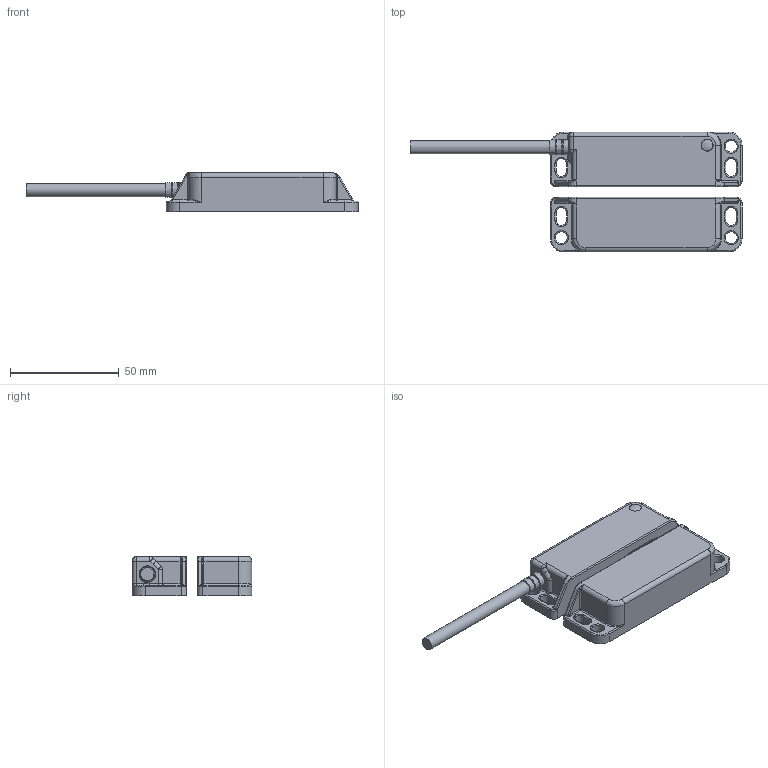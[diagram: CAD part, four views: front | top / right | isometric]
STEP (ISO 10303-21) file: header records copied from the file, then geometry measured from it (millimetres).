
FILE_DESCRIPTION (( 'STEP AP214' ), '1' );
FILE_NAME ('406-LMF.STEP', '2020-03-27T18:17:26', ( '' ), ( '' ), 'SwSTEP 2.0', 'SolidWorks 2019', '' );
FILE_SCHEMA (( 'AUTOMOTIVE_DESIGN' ));
Length unit declared in the file: inch
Products named in the file (1): 406-LMF
Bounding box: 152.5 x 55 x 18.29 mm (x, y, z)
Volume: 31771.2 mm3; surface area: 32763 mm2
Topology: 13 solids, 13 shells, 1351 faces, 3342 edges, 2088 vertices
Faces by surface type: plane 580, bspline 416, cylinder 335, cone 20
Full cylindrical faces by diameter (mm): 2.95 x1, 3.2 x2, 3.5 x4, 4.5 x2, 5.3 x1, 5.5 x5, 5.9 x1, 6 x7, 6.1 x2, 6.4 x1, 7 x4, 7.1 x4, 7.2 x5, 7.6 x3, 8.6 x2
Entity records: 58074 total; most frequent: CARTESIAN_POINT 29033, ORIENTED_EDGE 6350, DIRECTION 5019, EDGE_CURVE 3175, VERTEX_POINT 2065, VECTOR 1783, LINE 1783, AXIS2_PLACEMENT_3D 1618
